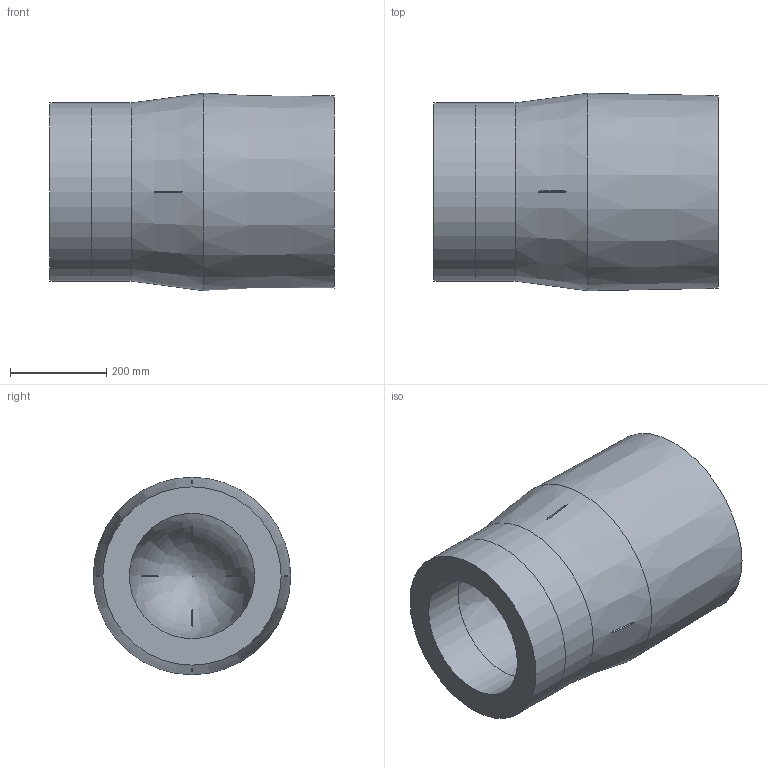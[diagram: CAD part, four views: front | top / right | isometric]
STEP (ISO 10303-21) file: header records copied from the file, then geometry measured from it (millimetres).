
FILE_DESCRIPTION(('FreeCAD Model'),'2;1');
FILE_NAME('t20_data1.step', '2021-01-24T23:41:30',('Author'),(''), 'Open CASCADE STEP processor 7.3','FreeCAD','Unknown');
FILE_SCHEMA(('AUTOMOTIVE_DESIGN { 1 0 10303 214 1 1 1 1 }'));
Length unit declared in the file: millimetre
Products named in the file (1): Cut
Bounding box: 589.7 x 410 x 410 mm (x, y, z)
Volume: 58494262.4 mm3; surface area: 1185169.9 mm2
Topology: 1 solids, 1 shells, 32 faces, 88 edges, 56 vertices
Faces by surface type: plane 26, cylinder 3, cone 2, revolution 1
Full cylindrical faces by diameter (mm): 260.4 x1, 370 x2
Entity records: 3023 total; most frequent: CARTESIAN_POINT 1201, DIRECTION 249, ORIENTED_EDGE 174, PCURVE 174, DEFINITIONAL_REPRESENTATION 174, LINE 105, VECTOR 105, B_SPLINE_CURVE_WITH_KNOTS 99
